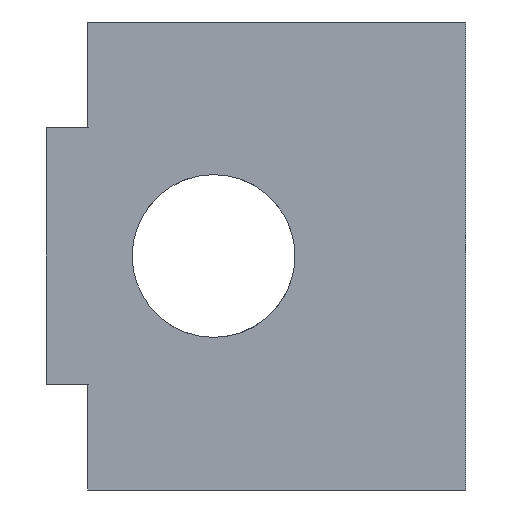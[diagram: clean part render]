
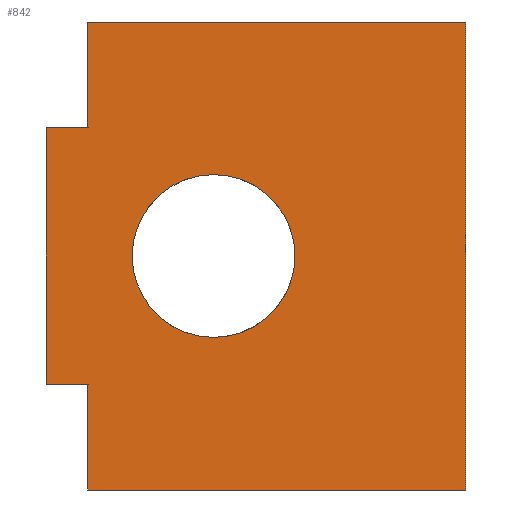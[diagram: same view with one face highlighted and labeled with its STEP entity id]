
A CAD part, front view. The second image highlights one B-rep face of the part: STEP entity #842.
In plain terms, the highlighted planar face has unit normal (0, -1, 0).
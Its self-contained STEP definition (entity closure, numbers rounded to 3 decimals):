
#25=FACE_BOUND('',#147,.T.);
#46=PLANE('',#946);
#102=FACE_OUTER_BOUND('',#146,.T.);
#146=EDGE_LOOP('',(#686,#687,#688,#689,#690,#691,#692,#693));
#147=EDGE_LOOP('',(#694,#695));
#211=LINE('',#1399,#276);
#212=LINE('',#1401,#277);
#213=LINE('',#1403,#278);
#214=LINE('',#1405,#279);
#215=LINE('',#1407,#280);
#216=LINE('',#1409,#281);
#217=LINE('',#1411,#282);
#218=LINE('',#1412,#283);
#276=VECTOR('',#1146,29.5);
#277=VECTOR('',#1147,36.5);
#278=VECTOR('',#1148,29.5);
#279=VECTOR('',#1149,8.25);
#280=VECTOR('',#1150,3.253);
#281=VECTOR('',#1151,20.);
#282=VECTOR('',#1152,3.253);
#283=VECTOR('',#1153,8.25);
#349=CIRCLE('',#947,6.35);
#350=CIRCLE('',#948,6.35);
#411=VERTEX_POINT('',#1397);
#412=VERTEX_POINT('',#1398);
#413=VERTEX_POINT('',#1400);
#414=VERTEX_POINT('',#1402);
#415=VERTEX_POINT('',#1404);
#416=VERTEX_POINT('',#1406);
#417=VERTEX_POINT('',#1408);
#418=VERTEX_POINT('',#1410);
#419=VERTEX_POINT('',#1413);
#420=VERTEX_POINT('',#1414);
#517=EDGE_CURVE('',#411,#412,#211,.T.);
#518=EDGE_CURVE('',#413,#412,#212,.T.);
#519=EDGE_CURVE('',#414,#413,#213,.T.);
#520=EDGE_CURVE('',#414,#415,#214,.T.);
#521=EDGE_CURVE('',#416,#415,#215,.T.);
#522=EDGE_CURVE('',#417,#416,#216,.T.);
#523=EDGE_CURVE('',#417,#418,#217,.T.);
#524=EDGE_CURVE('',#418,#411,#218,.T.);
#525=EDGE_CURVE('',#419,#420,#349,.T.);
#526=EDGE_CURVE('',#420,#419,#350,.T.);
#686=ORIENTED_EDGE('',*,*,#517,.T.);
#687=ORIENTED_EDGE('',*,*,#518,.F.);
#688=ORIENTED_EDGE('',*,*,#519,.F.);
#689=ORIENTED_EDGE('',*,*,#520,.T.);
#690=ORIENTED_EDGE('',*,*,#521,.F.);
#691=ORIENTED_EDGE('',*,*,#522,.F.);
#692=ORIENTED_EDGE('',*,*,#523,.T.);
#693=ORIENTED_EDGE('',*,*,#524,.T.);
#694=ORIENTED_EDGE('',*,*,#525,.F.);
#695=ORIENTED_EDGE('',*,*,#526,.F.);
#842=ADVANCED_FACE('',(#102,#25),#46,.F.);
#946=AXIS2_PLACEMENT_3D('',#1396,#1144,#1145);
#947=AXIS2_PLACEMENT_3D('',#1415,#1154,#1155);
#948=AXIS2_PLACEMENT_3D('',#1416,#1156,#1157);
#1144=DIRECTION('center_axis',(0.,1.,0.));
#1145=DIRECTION('ref_axis',(0.,0.,1.));
#1146=DIRECTION('',(1.,0.,0.));
#1147=DIRECTION('',(0.,0.,-1.));
#1148=DIRECTION('',(1.,0.,0.));
#1149=DIRECTION('',(0.,0.,-1.));
#1150=DIRECTION('',(1.,0.,0.));
#1151=DIRECTION('',(0.,0.,1.));
#1152=DIRECTION('',(1.,0.,0.));
#1153=DIRECTION('',(0.,0.,-1.));
#1154=DIRECTION('center_axis',(0.,-1.,0.));
#1155=DIRECTION('ref_axis',(0.,0.,-1.));
#1156=DIRECTION('center_axis',(0.,-1.,0.));
#1157=DIRECTION('ref_axis',(0.,0.,-1.));
#1396=CARTESIAN_POINT('Origin',(53.67,5.259,18.25));
#1397=CARTESIAN_POINT('',(24.17,5.259,-18.25));
#1398=CARTESIAN_POINT('',(53.67,5.259,-18.25));
#1399=CARTESIAN_POINT('',(24.17,5.259,-18.25));
#1400=CARTESIAN_POINT('',(53.67,5.259,18.25));
#1401=CARTESIAN_POINT('',(53.67,5.259,18.25));
#1402=CARTESIAN_POINT('',(24.17,5.259,18.25));
#1403=CARTESIAN_POINT('',(24.17,5.259,18.25));
#1404=CARTESIAN_POINT('',(24.17,5.259,10.));
#1405=CARTESIAN_POINT('',(24.17,5.259,18.25));
#1406=CARTESIAN_POINT('',(20.917,5.259,10.));
#1407=CARTESIAN_POINT('',(20.917,5.259,10.));
#1408=CARTESIAN_POINT('',(20.917,5.259,-10.));
#1409=CARTESIAN_POINT('',(20.917,5.259,-10.));
#1410=CARTESIAN_POINT('',(24.17,5.259,-10.));
#1411=CARTESIAN_POINT('',(20.917,5.259,-10.));
#1412=CARTESIAN_POINT('',(24.17,5.259,-10.));
#1413=CARTESIAN_POINT('',(33.985,5.259,-6.35));
#1414=CARTESIAN_POINT('',(33.985,5.259,6.35));
#1415=CARTESIAN_POINT('Origin',(33.985,5.259,0.));
#1416=CARTESIAN_POINT('Origin',(33.985,5.259,0.));
